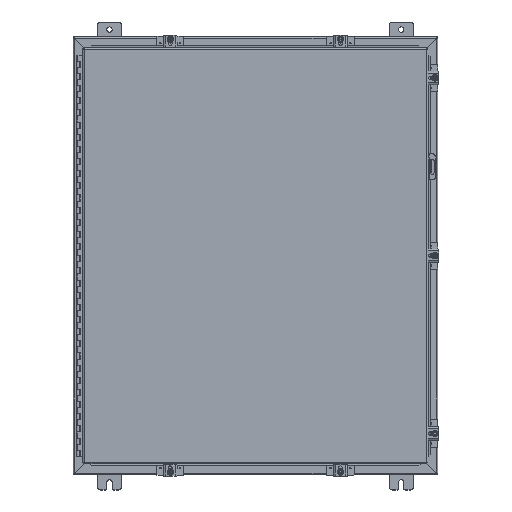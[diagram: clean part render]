
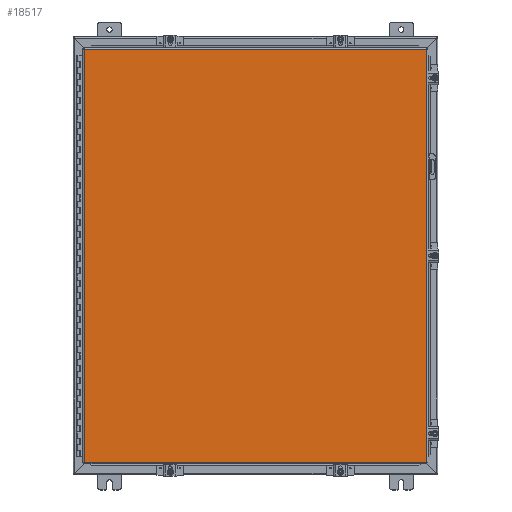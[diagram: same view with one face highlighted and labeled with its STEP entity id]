
A CAD part, top view. The second image highlights one B-rep face of the part: STEP entity #18517.
In plain terms, the highlighted face is planar.
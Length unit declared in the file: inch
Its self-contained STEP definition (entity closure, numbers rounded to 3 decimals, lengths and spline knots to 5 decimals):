
#1511=PLANE('',#20002);
#2281=FACE_OUTER_BOUND('',#3286,.T.);
#3286=EDGE_LOOP('',(#14250,#14251,#14252,#14253));
#4509=LINE('',#28757,#6399);
#4515=LINE('',#28878,#6405);
#4525=LINE('',#29031,#6415);
#4528=LINE('',#29064,#6418);
#6399=VECTOR('',#22584,0.3937);
#6405=VECTOR('',#22598,0.3937);
#6415=VECTOR('',#22620,0.3937);
#6418=VECTOR('',#22629,0.3937);
#8809=VERTEX_POINT('',#28748);
#8810=VERTEX_POINT('',#28756);
#8813=VERTEX_POINT('',#28826);
#8814=VERTEX_POINT('',#28870);
#10818=EDGE_CURVE('',#8810,#8809,#4509,.T.);
#10831=EDGE_CURVE('',#8813,#8814,#4515,.T.);
#10848=EDGE_CURVE('',#8809,#8813,#4525,.T.);
#10852=EDGE_CURVE('',#8814,#8810,#4528,.T.);
#14250=ORIENTED_EDGE('',*,*,#10848,.T.);
#14251=ORIENTED_EDGE('',*,*,#10831,.T.);
#14252=ORIENTED_EDGE('',*,*,#10852,.T.);
#14253=ORIENTED_EDGE('',*,*,#10818,.T.);
#18517=ADVANCED_FACE('',(#2281),#1511,.F.);
#20002=AXIS2_PLACEMENT_3D('',#29144,#22643,#22644);
#22584=DIRECTION('',(-1.,0.,0.));
#22598=DIRECTION('',(1.,0.,0.));
#22620=DIRECTION('',(0.,1.,0.));
#22629=DIRECTION('',(0.,-1.,0.));
#22643=DIRECTION('center_axis',(0.,0.,1.));
#22644=DIRECTION('ref_axis',(1.,0.,0.));
#28748=CARTESIAN_POINT('',(-14.08225,-16.9885,0.));
#28756=CARTESIAN_POINT('',(14.08225,-16.9885,0.));
#28757=CARTESIAN_POINT('',(7.04113,-16.9885,0.));
#28826=CARTESIAN_POINT('',(-14.08225,16.9885,0.));
#28870=CARTESIAN_POINT('',(14.08225,16.9885,0.));
#28878=CARTESIAN_POINT('',(-7.09375,16.9885,0.));
#29031=CARTESIAN_POINT('',(-14.08225,-8.49425,0.));
#29064=CARTESIAN_POINT('',(14.08225,8.49425,0.));
#29144=CARTESIAN_POINT('Origin',(0.,0.,
0.));
